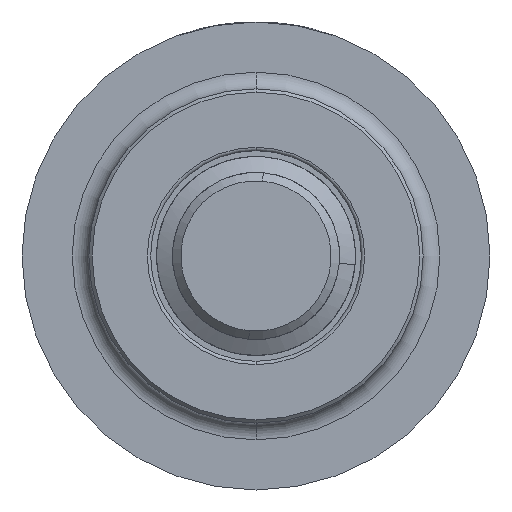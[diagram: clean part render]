
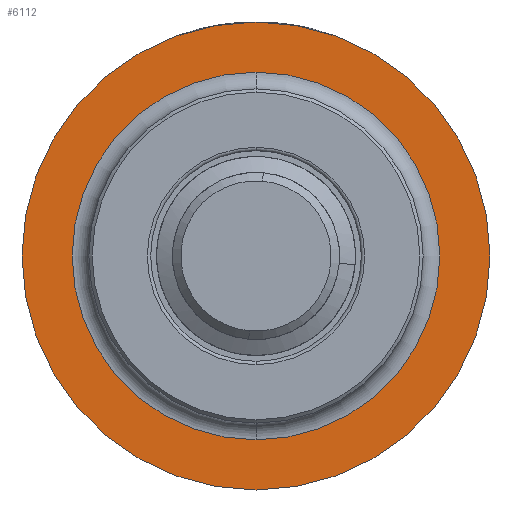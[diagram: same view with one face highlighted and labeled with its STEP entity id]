
A CAD part, front view. The second image highlights one B-rep face of the part: STEP entity #6112.
In plain terms, the highlighted planar face has unit normal (0, -1, 0).
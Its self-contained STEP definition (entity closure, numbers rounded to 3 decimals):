
#424 = CIRCLE ( 'NONE', #8002, 14. ) ;
#636 = ORIENTED_EDGE ( 'NONE', *, *, #3608, .F. ) ;
#967 = DIRECTION ( 'NONE',  ( 0., 0., -1. ) ) ;
#1332 = CIRCLE ( 'NONE', #6778, 11. ) ;
#1414 = DIRECTION ( 'NONE',  ( 0., -1., 0. ) ) ;
#1459 = ORIENTED_EDGE ( 'NONE', *, *, #2612, .T. ) ;
#1462 = VERTEX_POINT ( 'NONE', #3757 ) ;
#1616 = VERTEX_POINT ( 'NONE', #3385 ) ;
#1747 = CARTESIAN_POINT ( 'NONE',  ( 0., 7.42, 0. ) ) ;
#1897 = CARTESIAN_POINT ( 'NONE',  ( 0., 7.42, -14. ) ) ;
#1922 = EDGE_CURVE ( 'NONE', #1462, #4156, #1332, .T. ) ;
#2320 = AXIS2_PLACEMENT_3D ( 'NONE', #3288, #1414, #5174 ) ;
#2340 = EDGE_CURVE ( 'NONE', #3938, #1616, #424, .T. ) ;
#2612 = EDGE_CURVE ( 'NONE', #1616, #3938, #3142, .T. ) ;
#2616 = DIRECTION ( 'NONE',  ( 0., -1., 0. ) ) ;
#2671 = CARTESIAN_POINT ( 'NONE',  ( 0., 7.42, -11. ) ) ;
#2738 = ORIENTED_EDGE ( 'NONE', *, *, #2340, .T. ) ;
#3142 = CIRCLE ( 'NONE', #7630, 14. ) ;
#3246 = DIRECTION ( 'NONE',  ( 0., 0., -1. ) ) ;
#3288 = CARTESIAN_POINT ( 'NONE',  ( 11., 7.42, 0. ) ) ;
#3385 = CARTESIAN_POINT ( 'NONE',  ( 0., 7.42, 14. ) ) ;
#3519 = DIRECTION ( 'NONE',  ( 0., -1., 0. ) ) ;
#3608 = EDGE_CURVE ( 'NONE', #4156, #1462, #4454, .T. ) ;
#3757 = CARTESIAN_POINT ( 'NONE',  ( 0., 7.42, 11. ) ) ;
#3938 = VERTEX_POINT ( 'NONE', #1897 ) ;
#3985 = EDGE_LOOP ( 'NONE', ( #636, #7754 ) ) ;
#4156 = VERTEX_POINT ( 'NONE', #2671 ) ;
#4191 = CARTESIAN_POINT ( 'NONE',  ( 0., 7.42, 0. ) ) ;
#4454 = CIRCLE ( 'NONE', #6157, 11. ) ;
#4461 = FACE_BOUND ( 'NONE', #3985, .T. ) ;
#4479 = DIRECTION ( 'NONE',  ( 0., -1., 0. ) ) ;
#4505 = DIRECTION ( 'NONE',  ( 0., 0., -1. ) ) ;
#5174 = DIRECTION ( 'NONE',  ( 0., 0., -1. ) ) ;
#5835 = PLANE ( 'NONE',  #2320 ) ;
#6112 = ADVANCED_FACE ( 'NONE', ( #7421, #4461 ), #5835, .T. ) ;
#6157 = AXIS2_PLACEMENT_3D ( 'NONE', #8252, #4479, #4505 ) ;
#6194 = DIRECTION ( 'NONE',  ( 0., -1., 0. ) ) ;
#6778 = AXIS2_PLACEMENT_3D ( 'NONE', #1747, #6194, #8062 ) ;
#7343 = EDGE_LOOP ( 'NONE', ( #2738, #1459 ) ) ;
#7421 = FACE_OUTER_BOUND ( 'NONE', #7343, .T. ) ;
#7630 = AXIS2_PLACEMENT_3D ( 'NONE', #4191, #3519, #967 ) ;
#7640 = CARTESIAN_POINT ( 'NONE',  ( 0., 7.42, 0. ) ) ;
#7754 = ORIENTED_EDGE ( 'NONE', *, *, #1922, .F. ) ;
#8002 = AXIS2_PLACEMENT_3D ( 'NONE', #7640, #2616, #3246 ) ;
#8062 = DIRECTION ( 'NONE',  ( 0., 0., -1. ) ) ;
#8252 = CARTESIAN_POINT ( 'NONE',  ( 0., 7.42, 0. ) ) ;
